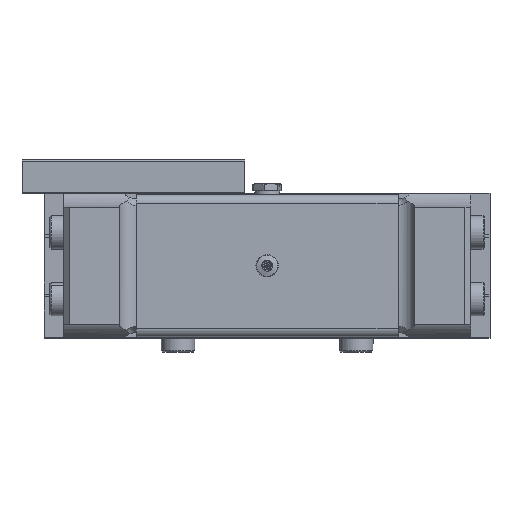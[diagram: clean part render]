
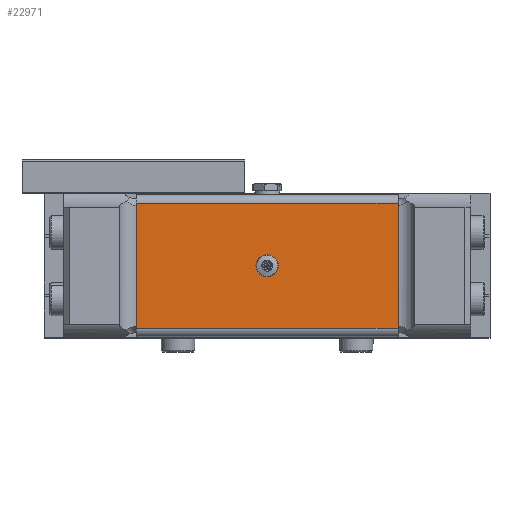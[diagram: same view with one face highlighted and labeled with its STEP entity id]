
A CAD part, front view. The second image highlights one B-rep face of the part: STEP entity #22971.
In plain terms, the highlighted planar face has unit normal (0, -1, 0).
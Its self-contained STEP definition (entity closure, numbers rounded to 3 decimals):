
#10 = DIRECTION ( 'NONE',  ( 0., 1., 0. ) ) ;
#1703 = VERTEX_POINT ( 'NONE', #4101 ) ;
#2067 = EDGE_CURVE ( 'NONE', #43024, #1703, #3732, .T. ) ;
#2414 = FACE_OUTER_BOUND ( 'NONE', #17266, .T. ) ;
#3488 = CARTESIAN_POINT ( 'NONE',  ( -23.5, -41.3, -11.25 ) ) ;
#3732 = LINE ( 'NONE', #3488, #40173 ) ;
#4101 = CARTESIAN_POINT ( 'NONE',  ( 23.5, -41.3, -11.25 ) ) ;
#4906 = VECTOR ( 'NONE', #44439, 1000. ) ;
#5147 = CARTESIAN_POINT ( 'NONE',  ( 23.5, -41.3, 11.25 ) ) ;
#6397 = VECTOR ( 'NONE', #37081, 1000. ) ;
#6652 = EDGE_CURVE ( 'NONE', #43024, #24002, #25922, .T. ) ;
#6852 = VERTEX_POINT ( 'NONE', #27448 ) ;
#11202 = EDGE_LOOP ( 'NONE', ( #31589, #22828 ) ) ;
#11354 = EDGE_CURVE ( 'NONE', #20789, #6852, #15457, .T. ) ;
#12359 = CARTESIAN_POINT ( 'NONE',  ( 23.5, -41.3, -12.25 ) ) ;
#12441 = ORIENTED_EDGE ( 'NONE', *, *, #2067, .T. ) ;
#12453 = CARTESIAN_POINT ( 'NONE',  ( 0., -41.3, -2. ) ) ;
#13534 = CARTESIAN_POINT ( 'NONE',  ( 0., -41.3, 0. ) ) ;
#14054 = CIRCLE ( 'NONE', #50181, 2. ) ;
#14587 = CARTESIAN_POINT ( 'NONE',  ( 0., -41.3, 0. ) ) ;
#15457 = CIRCLE ( 'NONE', #44189, 2. ) ;
#15553 = DIRECTION ( 'NONE',  ( 0., 0., -1. ) ) ;
#17266 = EDGE_LOOP ( 'NONE', ( #32102, #28261, #12441, #40076 ) ) ;
#17662 = DIRECTION ( 'NONE',  ( 0., 1., 0. ) ) ;
#20789 = VERTEX_POINT ( 'NONE', #12453 ) ;
#21508 = FACE_BOUND ( 'NONE', #11202, .T. ) ;
#22423 = CARTESIAN_POINT ( 'NONE',  ( 23.5, -41.3, 11.25 ) ) ;
#22828 = ORIENTED_EDGE ( 'NONE', *, *, #31884, .T. ) ;
#22971 = ADVANCED_FACE ( 'NONE', ( #21508, #2414 ), #37232, .F. ) ;
#24002 = VERTEX_POINT ( 'NONE', #40260 ) ;
#24190 = DIRECTION ( 'NONE',  ( 0., 0., -1. ) ) ;
#25922 = LINE ( 'NONE', #41099, #4906 ) ;
#26888 = EDGE_CURVE ( 'NONE', #43635, #1703, #38477, .T. ) ;
#27448 = CARTESIAN_POINT ( 'NONE',  ( 0., -41.3, 2. ) ) ;
#28261 = ORIENTED_EDGE ( 'NONE', *, *, #6652, .F. ) ;
#28299 = VECTOR ( 'NONE', #15553, 1000. ) ;
#29064 = EDGE_CURVE ( 'NONE', #43635, #24002, #40923, .T. ) ;
#31212 = CARTESIAN_POINT ( 'NONE',  ( 0., -41.3, 0. ) ) ;
#31589 = ORIENTED_EDGE ( 'NONE', *, *, #11354, .T. ) ;
#31884 = EDGE_CURVE ( 'NONE', #6852, #20789, #14054, .T. ) ;
#32102 = ORIENTED_EDGE ( 'NONE', *, *, #29064, .T. ) ;
#37081 = DIRECTION ( 'NONE',  ( -1., 0., 0. ) ) ;
#37232 = PLANE ( 'NONE',  #45293 ) ;
#37480 = DIRECTION ( 'NONE',  ( 0., 0., 1. ) ) ;
#38477 = LINE ( 'NONE', #12359, #28299 ) ;
#39057 = DIRECTION ( 'NONE',  ( 0., 0., -1. ) ) ;
#40076 = ORIENTED_EDGE ( 'NONE', *, *, #26888, .F. ) ;
#40173 = VECTOR ( 'NONE', #46215, 1000. ) ;
#40260 = CARTESIAN_POINT ( 'NONE',  ( -23.5, -41.3, 11.25 ) ) ;
#40923 = LINE ( 'NONE', #5147, #6397 ) ;
#41099 = CARTESIAN_POINT ( 'NONE',  ( -23.5, -41.3, -12.25 ) ) ;
#42411 = CARTESIAN_POINT ( 'NONE',  ( -23.5, -41.3, -11.25 ) ) ;
#43024 = VERTEX_POINT ( 'NONE', #42411 ) ;
#43635 = VERTEX_POINT ( 'NONE', #22423 ) ;
#44189 = AXIS2_PLACEMENT_3D ( 'NONE', #31212, #10, #24190 ) ;
#44439 = DIRECTION ( 'NONE',  ( 0., 0., 1. ) ) ;
#45293 = AXIS2_PLACEMENT_3D ( 'NONE', #13534, #17662, #37480 ) ;
#46215 = DIRECTION ( 'NONE',  ( 1., 0., 0. ) ) ;
#46759 = DIRECTION ( 'NONE',  ( 0., 1., 0. ) ) ;
#50181 = AXIS2_PLACEMENT_3D ( 'NONE', #14587, #46759, #39057 ) ;
